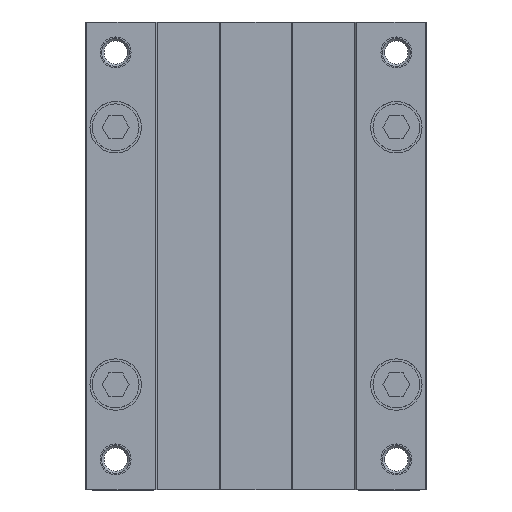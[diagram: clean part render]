
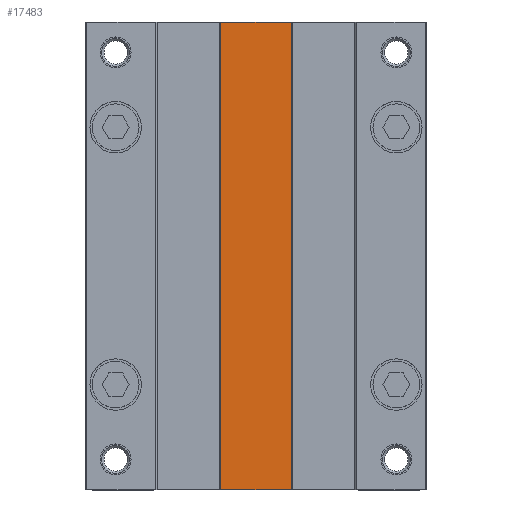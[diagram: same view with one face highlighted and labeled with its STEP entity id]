
A CAD part, top view. The second image highlights one B-rep face of the part: STEP entity #17483.
In plain terms, the highlighted planar face has unit normal (0, 0, 1).
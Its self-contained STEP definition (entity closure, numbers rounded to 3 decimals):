
#24=PLANE($,#18584);
#730=LINE($,#26189,#2502);
#732=LINE($,#26193,#2504);
#733=LINE($,#26195,#2505);
#734=LINE($,#26196,#2506);
#2502=VECTOR($,#20560,100.);
#2504=VECTOR($,#20564,15.);
#2505=VECTOR($,#20565,100.);
#2506=VECTOR($,#20566,15.);
#5095=FACE_OUTER_BOUND($,#6101,.T.);
#6101=EDGE_LOOP($,(#12327,#12328,#12329,#12330));
#8017=VERTEX_POINT($,#26186);
#8018=VERTEX_POINT($,#26188);
#8019=VERTEX_POINT($,#26192);
#8020=VERTEX_POINT($,#26194);
#9747=EDGE_CURVE($,#8018,#8017,#730,.T.);
#9749=EDGE_CURVE($,#8017,#8019,#732,.T.);
#9750=EDGE_CURVE($,#8020,#8019,#733,.T.);
#9751=EDGE_CURVE($,#8018,#8020,#734,.T.);
#12327=ORIENTED_EDGE($,*,*,#9749,.T.);
#12328=ORIENTED_EDGE($,*,*,#9750,.F.);
#12329=ORIENTED_EDGE($,*,*,#9751,.F.);
#12330=ORIENTED_EDGE($,*,*,#9747,.T.);
#17483=ADVANCED_FACE($,(#5095),#24,.T.);
#18584=AXIS2_PLACEMENT_3D($,#26191,#20562,#20563);
#20560=DIRECTION($,(0.,1.,0.));
#20562=DIRECTION('center_axis',(0.,0.,1.));
#20563=DIRECTION('ref_axis',(1.,0.,0.));
#20564=DIRECTION($,(-1.,0.,0.));
#20565=DIRECTION($,(0.,1.,0.));
#20566=DIRECTION($,(-1.,0.,0.));
#26186=CARTESIAN_POINT('',(7.5,100.,23.82));
#26188=CARTESIAN_POINT('',(7.5,0.,23.82));
#26189=CARTESIAN_POINT($,(7.5,0.,23.82));
#26191=CARTESIAN_POINT('Origin',(7.5,0.,23.82));
#26192=CARTESIAN_POINT('',(-7.5,100.,23.82));
#26193=CARTESIAN_POINT($,(7.5,100.,23.82));
#26194=CARTESIAN_POINT('',(-7.5,0.,23.82));
#26195=CARTESIAN_POINT($,(-7.5,0.,23.82));
#26196=CARTESIAN_POINT($,(7.5,0.,23.82));
